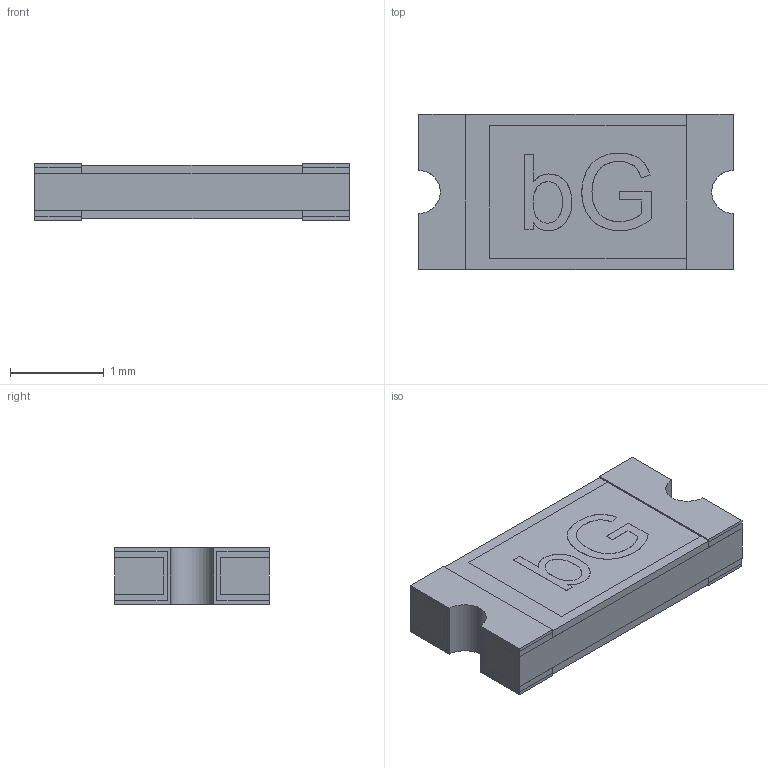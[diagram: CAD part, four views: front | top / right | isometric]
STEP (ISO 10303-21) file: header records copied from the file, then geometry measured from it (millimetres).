
FILE_DESCRIPTION(/* description */ (''),/* implementation_level */ '2;1');
FILE_NAME(/* name */ '0ZCJ0025FF2E.step',/* time_stamp */ '2023-10-30T11:10:18+08:00',/* author */ (''),/* organization */ (''),/* preprocessor_version */ 'ST-DEVELOPER v20',/* originating_system */ 'Autodesk Translation Framework v12.14.0.127',/* authorisation */ '');
FILE_SCHEMA (('AUTOMOTIVE_DESIGN { 1 0 10303 214 3 1 1 }'));
Length unit declared in the file: millimetre
Products named in the file (8): 025; pptc; circuit; electrode; soldermask; soldermask g; soldermask b; marking
Assembly tree (7 placements, depth 3):
  025
    pptc
    circuit
    electrode
    soldermask
      soldermask g
      soldermask b
    marking
Bounding box: 3.35 x 1.65 x 0.6 mm (x, y, z)
Volume: 3.1 mm3; surface area: 63.1 mm2
Topology: 13 solids, 13 shells, 214 faces, 564 edges, 376 vertices
Faces by surface type: plane 126, bspline 78, cylinder 10
Entity records: 7557 total; most frequent: CARTESIAN_POINT 2496, ORIENTED_EDGE 1128, DIRECTION 732, EDGE_CURVE 564, LINE 388, VECTOR 388, VERTEX_POINT 376, EDGE_LOOP 218
